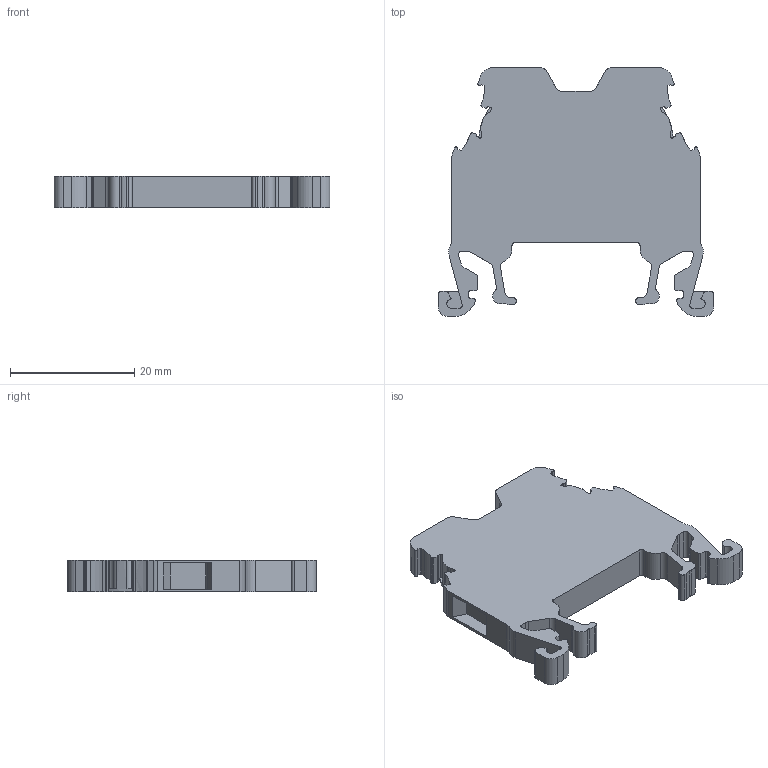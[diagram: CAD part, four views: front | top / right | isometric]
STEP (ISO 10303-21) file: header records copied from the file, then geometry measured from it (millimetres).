
FILE_DESCRIPTION (( 'STEP AP203' ), '1' );
FILE_NAME ('MR1,5.STP', '2018-11-01T07:37:09', ( '' ), ( '' ), 'SwSTEP 2.0', 'SolidWorks 2013', '' );
FILE_SCHEMA (( 'CONFIG_CONTROL_DESIGN' ));
Length unit declared in the file: millimetre
Products named in the file (1): MR1,5
Bounding box: 44.33 x 40 x 5.1 mm (x, y, z)
Volume: 5349.3 mm3; surface area: 3824.9 mm2
Topology: 1 solids, 1 shells, 252 faces, 782 edges, 536 vertices
Faces by surface type: cylinder 128, plane 124
Entity records: 9003 total; most frequent: CARTESIAN_POINT 1763, ORIENTED_EDGE 1564, DIRECTION 1500, EDGE_CURVE 782, VERTEX_POINT 536, AXIS2_PLACEMENT_3D 521, VECTOR 458, LINE 458
